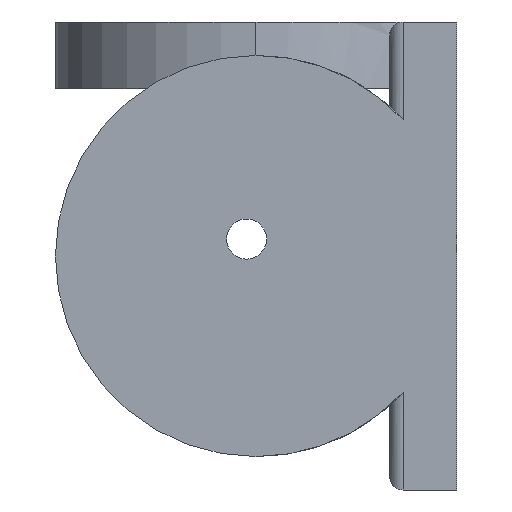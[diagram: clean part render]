
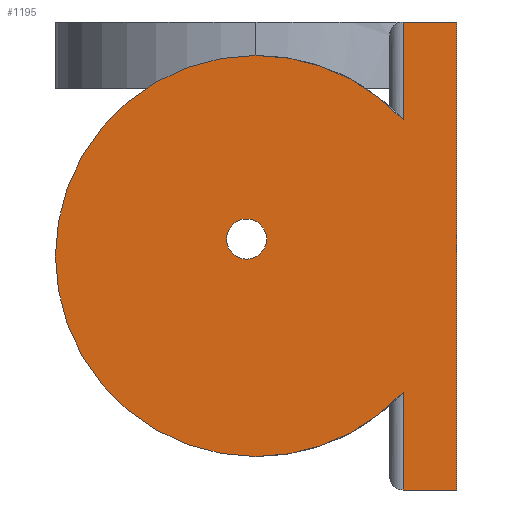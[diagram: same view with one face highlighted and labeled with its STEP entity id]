
A CAD part, left-side view. The second image highlights one B-rep face of the part: STEP entity #1195.
In plain terms, the highlighted planar face has unit normal (-1, 0, 0).
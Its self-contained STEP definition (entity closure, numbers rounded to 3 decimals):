
#8 = ORIENTED_EDGE ( 'NONE', *, *, #2251, .T. ) ;
#12 = CARTESIAN_POINT ( 'NONE',  ( -80., -22., -45.396 ) ) ;
#57 = DIRECTION ( 'NONE',  ( 0., 0., 1. ) ) ;
#123 = EDGE_CURVE ( 'NONE', #1288, #654, #2083, .T. ) ;
#128 = VECTOR ( 'NONE', #2199, 1000. ) ;
#149 = VECTOR ( 'NONE', #1839, 1000. ) ;
#161 = DIRECTION ( 'NONE',  ( 0., 0., -1. ) ) ;
#173 = DIRECTION ( 'NONE',  ( 0., -1., 0. ) ) ;
#203 = DIRECTION ( 'NONE',  ( -1., 0., 0. ) ) ;
#205 = AXIS2_PLACEMENT_3D ( 'NONE', #1554, #217, #775 ) ;
#217 = DIRECTION ( 'NONE',  ( -1., 0., 0. ) ) ;
#375 = ORIENTED_EDGE ( 'NONE', *, *, #2355, .T. ) ;
#378 = CARTESIAN_POINT ( 'NONE',  ( -80., -22., -60. ) ) ;
#439 = AXIS2_PLACEMENT_3D ( 'NONE', #2012, #808, #1017 ) ;
#478 = LINE ( 'NONE', #557, #1804 ) ;
#479 = LINE ( 'NONE', #2107, #1145 ) ;
#484 = DIRECTION ( 'NONE',  ( -1., 0., 0. ) ) ;
#514 = CARTESIAN_POINT ( 'NONE',  ( -80., -22., -4.604 ) ) ;
#531 = ORIENTED_EDGE ( 'NONE', *, *, #827, .T. ) ;
#557 = CARTESIAN_POINT ( 'NONE',  ( -80., -22., -60. ) ) ;
#560 = EDGE_LOOP ( 'NONE', ( #531, #375 ) ) ;
#598 = CIRCLE ( 'NONE', #852, 30. ) ;
#654 = VERTEX_POINT ( 'NONE', #1586 ) ;
#662 = CARTESIAN_POINT ( 'NONE',  ( -80., 0., -25. ) ) ;
#688 = CARTESIAN_POINT ( 'NONE',  ( -80., -22., 10. ) ) ;
#772 = VERTEX_POINT ( 'NONE', #378 ) ;
#775 = DIRECTION ( 'NONE',  ( 0., 0., 1. ) ) ;
#785 = CARTESIAN_POINT ( 'NONE',  ( -80., 0., 5. ) ) ;
#808 = DIRECTION ( 'NONE',  ( 1., 0., 0. ) ) ;
#827 = EDGE_CURVE ( 'NONE', #1883, #954, #2005, .T. ) ;
#852 = AXIS2_PLACEMENT_3D ( 'NONE', #1373, #1782, #57 ) ;
#857 = DIRECTION ( 'NONE',  ( 0., 0., -1. ) ) ;
#858 = ORIENTED_EDGE ( 'NONE', *, *, #928, .T. ) ;
#923 = VERTEX_POINT ( 'NONE', #1638 ) ;
#928 = EDGE_CURVE ( 'NONE', #1857, #923, #2449, .T. ) ;
#954 = VERTEX_POINT ( 'NONE', #2429 ) ;
#961 = ORIENTED_EDGE ( 'NONE', *, *, #1240, .T. ) ;
#981 = EDGE_LOOP ( 'NONE', ( #961, #1822, #8, #2432, #1910, #858, #1069, #1405 ) ) ;
#1017 = DIRECTION ( 'NONE',  ( 0., 0., -1. ) ) ;
#1068 = AXIS2_PLACEMENT_3D ( 'NONE', #2131, #203, #1775 ) ;
#1069 = ORIENTED_EDGE ( 'NONE', *, *, #1319, .F. ) ;
#1145 = VECTOR ( 'NONE', #173, 1000. ) ;
#1195 = ADVANCED_FACE ( 'NONE', ( #2049, #2071 ), #2134, .T. ) ;
#1222 = VERTEX_POINT ( 'NONE', #12 ) ;
#1235 = CARTESIAN_POINT ( 'NONE',  ( -80., -30., -60. ) ) ;
#1240 = EDGE_CURVE ( 'NONE', #2462, #1288, #598, .T. ) ;
#1283 = DIRECTION ( 'NONE',  ( 0., 0., -1. ) ) ;
#1288 = VERTEX_POINT ( 'NONE', #785 ) ;
#1290 = LINE ( 'NONE', #1409, #128 ) ;
#1319 = EDGE_CURVE ( 'NONE', #1818, #923, #1290, .T. ) ;
#1373 = CARTESIAN_POINT ( 'NONE',  ( -80., 0., -25. ) ) ;
#1397 = CIRCLE ( 'NONE', #2096, 30. ) ;
#1405 = ORIENTED_EDGE ( 'NONE', *, *, #1612, .T. ) ;
#1409 = CARTESIAN_POINT ( 'NONE',  ( -80., -30., 10. ) ) ;
#1461 = CARTESIAN_POINT ( 'NONE',  ( -80., 1.407, -25.469 ) ) ;
#1554 = CARTESIAN_POINT ( 'NONE',  ( -80., -30., -60. ) ) ;
#1586 = CARTESIAN_POINT ( 'NONE',  ( -80., 0., -55. ) ) ;
#1592 = EDGE_CURVE ( 'NONE', #772, #1857, #479, .T. ) ;
#1612 = EDGE_CURVE ( 'NONE', #1818, #2462, #478, .T. ) ;
#1638 = CARTESIAN_POINT ( 'NONE',  ( -80., -30., 10. ) ) ;
#1775 = DIRECTION ( 'NONE',  ( 0., 0., 1. ) ) ;
#1782 = DIRECTION ( 'NONE',  ( -1., 0., 0. ) ) ;
#1804 = VECTOR ( 'NONE', #161, 1000. ) ;
#1818 = VERTEX_POINT ( 'NONE', #688 ) ;
#1822 = ORIENTED_EDGE ( 'NONE', *, *, #123, .T. ) ;
#1826 = EDGE_CURVE ( 'NONE', #1222, #772, #2051, .T. ) ;
#1839 = DIRECTION ( 'NONE',  ( 0., 0., 1. ) ) ;
#1843 = CIRCLE ( 'NONE', #2327, 3. ) ;
#1857 = VERTEX_POINT ( 'NONE', #1235 ) ;
#1883 = VERTEX_POINT ( 'NONE', #1461 ) ;
#1908 = CARTESIAN_POINT ( 'NONE',  ( -80., 1.407, -22.469 ) ) ;
#1910 = ORIENTED_EDGE ( 'NONE', *, *, #1592, .T. ) ;
#2005 = CIRCLE ( 'NONE', #439, 3. ) ;
#2012 = CARTESIAN_POINT ( 'NONE',  ( -80., 1.407, -22.469 ) ) ;
#2021 = VECTOR ( 'NONE', #857, 1000. ) ;
#2033 = CARTESIAN_POINT ( 'NONE',  ( -80., -30., -60. ) ) ;
#2041 = DIRECTION ( 'NONE',  ( 0., 0., 1. ) ) ;
#2049 = FACE_BOUND ( 'NONE', #560, .T. ) ;
#2050 = CARTESIAN_POINT ( 'NONE',  ( -80., -22., -60. ) ) ;
#2051 = LINE ( 'NONE', #2050, #2021 ) ;
#2071 = FACE_OUTER_BOUND ( 'NONE', #981, .T. ) ;
#2083 = CIRCLE ( 'NONE', #1068, 30. ) ;
#2096 = AXIS2_PLACEMENT_3D ( 'NONE', #662, #484, #2041 ) ;
#2107 = CARTESIAN_POINT ( 'NONE',  ( -80., -30., -60. ) ) ;
#2131 = CARTESIAN_POINT ( 'NONE',  ( -80., 0., -25. ) ) ;
#2134 = PLANE ( 'NONE',  #205 ) ;
#2199 = DIRECTION ( 'NONE',  ( 0., -1., 0. ) ) ;
#2251 = EDGE_CURVE ( 'NONE', #654, #1222, #1397, .T. ) ;
#2281 = DIRECTION ( 'NONE',  ( 1., 0., 0. ) ) ;
#2327 = AXIS2_PLACEMENT_3D ( 'NONE', #1908, #2281, #1283 ) ;
#2355 = EDGE_CURVE ( 'NONE', #954, #1883, #1843, .T. ) ;
#2429 = CARTESIAN_POINT ( 'NONE',  ( -80., 1.407, -19.469 ) ) ;
#2432 = ORIENTED_EDGE ( 'NONE', *, *, #1826, .T. ) ;
#2449 = LINE ( 'NONE', #2033, #149 ) ;
#2462 = VERTEX_POINT ( 'NONE', #514 ) ;
